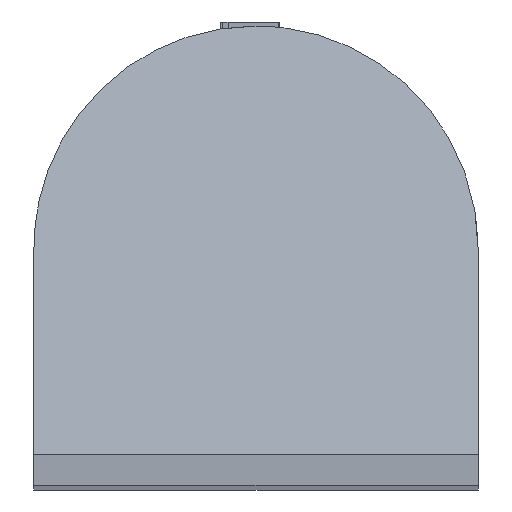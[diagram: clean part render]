
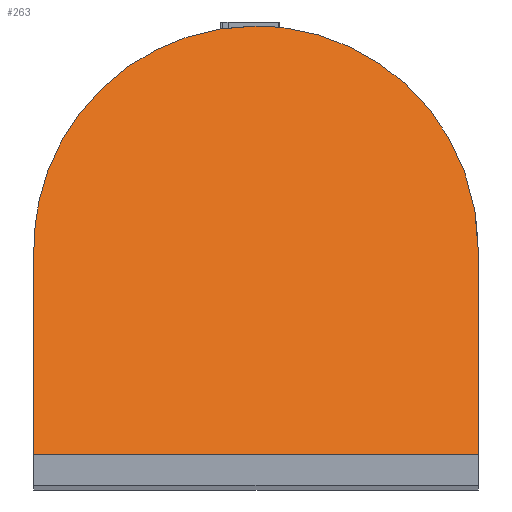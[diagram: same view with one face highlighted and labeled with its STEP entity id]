
A CAD part, top view. The second image highlights one B-rep face of the part: STEP entity #263.
In plain terms, the highlighted planar face has unit normal (0, 0.342, 0.94).
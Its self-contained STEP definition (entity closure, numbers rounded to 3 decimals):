
#263 = ADVANCED_FACE ( 'NONE', ( #1479 ), #1754, .F. ) ;
#510 = EDGE_LOOP ( 'NONE', ( #1099, #1100, #1101, #1102, #1103 ) ) ;
#630 = VERTEX_POINT ( 'NONE', #3221 ) ;
#632 = VERTEX_POINT ( 'NONE', #3223 ) ;
#633 = VERTEX_POINT ( 'NONE', #3224 ) ;
#713 = EDGE_CURVE ( 'NONE', #1395, #630, #3596, .T. ) ;
#715 = EDGE_CURVE ( 'NONE', #632, #1401, #3696, .T. ) ;
#722 = EDGE_CURVE ( 'NONE', #630, #633, #3714, .T. ) ;
#726 = EDGE_CURVE ( 'NONE', #633, #632, #3708, .T. ) ;
#938 = EDGE_CURVE ( 'NONE', #1401, #1395, #4677, .T. ) ;
#997 = AXIS2_PLACEMENT_3D ( 'NONE', #1755, #1760, #1761 ) ;
#1099 = ORIENTED_EDGE ( 'NONE', *, *, #938, .T. ) ;
#1100 = ORIENTED_EDGE ( 'NONE', *, *, #713, .T. ) ;
#1101 = ORIENTED_EDGE ( 'NONE', *, *, #722, .T. ) ;
#1102 = ORIENTED_EDGE ( 'NONE', *, *, #726, .T. ) ;
#1103 = ORIENTED_EDGE ( 'NONE', *, *, #715, .T. ) ;
#1395 = VERTEX_POINT ( 'NONE', #5233 ) ;
#1401 = VERTEX_POINT ( 'NONE', #5238 ) ;
#1479 = FACE_OUTER_BOUND ( 'NONE', #510, .T. ) ;
#1754 = PLANE ( 'NONE',  #997 ) ;
#1755 = CARTESIAN_POINT ( 'NONE',  ( -44.297, 2., 90. ) ) ;
#1760 = DIRECTION ( 'NONE',  ( 0., -0.342, -0.94 ) ) ;
#1761 = DIRECTION ( 'NONE',  ( 0., 0.94, -0.342 ) ) ;
#3221 = CARTESIAN_POINT ( 'NONE',  ( -14.5, 15.5, 85.086 ) ) ;
#3223 = CARTESIAN_POINT ( 'NONE',  ( 14.5, 2., 90. ) ) ;
#3224 = CARTESIAN_POINT ( 'NONE',  ( -14.5, 2., 90. ) ) ;
#3393 = CARTESIAN_POINT ( 'NONE',  ( 14.5, 2., 90. ) ) ;
#3402 = CARTESIAN_POINT ( 'NONE',  ( -8.494, 30., 79.809 ) ) ;
#3403 = CARTESIAN_POINT ( 'NONE',  ( 0., 30., 79.809 ) ) ;
#3406 = CARTESIAN_POINT ( 'NONE',  ( -14.5, 23.994, 81.995 ) ) ;
#3407 = CARTESIAN_POINT ( 'NONE',  ( -14.5, 15.5, 85.086 ) ) ;
#3409 = CARTESIAN_POINT ( 'NONE',  ( -44.297, 2., 90. ) ) ;
#3410 = DIRECTION ( 'NONE',  ( 0., 0.94, -0.342 ) ) ;
#3423 = CARTESIAN_POINT ( 'NONE',  ( -14.5, 2., 90. ) ) ;
#3424 = DIRECTION ( 'NONE',  ( 0., -0.94, 0.342 ) ) ;
#3432 = DIRECTION ( 'NONE',  ( 1., 0., 0. ) ) ;
#3596 =( BOUNDED_CURVE ( )  B_SPLINE_CURVE ( 3, ( #3403, #3402, #3406, #3407 ),
 .UNSPECIFIED., .F., .F. ) 
 B_SPLINE_CURVE_WITH_KNOTS ( ( 4, 4 ),
 ( 3.142, 4.712 ),
 .UNSPECIFIED. ) 
 CURVE ( )  GEOMETRIC_REPRESENTATION_ITEM ( )  RATIONAL_B_SPLINE_CURVE ( ( 1., 0.805, 0.805, 1. ) ) 
 REPRESENTATION_ITEM ( '' )  );
#3696 = LINE ( 'NONE', #3393, #3703 ) ;
#3703 = VECTOR ( 'NONE', #3410, 1000. ) ;
#3708 = LINE ( 'NONE', #3409, #3725 ) ;
#3714 = LINE ( 'NONE', #3423, #3717 ) ;
#3717 = VECTOR ( 'NONE', #3424, 1000. ) ;
#3725 = VECTOR ( 'NONE', #3432, 1000. ) ;
#4677 =( BOUNDED_CURVE ( )  B_SPLINE_CURVE ( 3, ( #4880, #4881, #4886, #4887 ),
 .UNSPECIFIED., .F., .F. ) 
 B_SPLINE_CURVE_WITH_KNOTS ( ( 4, 4 ),
 ( 4.712, 6.283 ),
 .UNSPECIFIED. ) 
 CURVE ( )  GEOMETRIC_REPRESENTATION_ITEM ( )  RATIONAL_B_SPLINE_CURVE ( ( 1., 0.805, 0.805, 1. ) ) 
 REPRESENTATION_ITEM ( '' )  );
#4880 = CARTESIAN_POINT ( 'NONE',  ( 14.5, 15.5, 85.086 ) ) ;
#4881 = CARTESIAN_POINT ( 'NONE',  ( 14.5, 23.994, 81.995 ) ) ;
#4886 = CARTESIAN_POINT ( 'NONE',  ( 8.494, 30., 79.809 ) ) ;
#4887 = CARTESIAN_POINT ( 'NONE',  ( 0., 30., 79.809 ) ) ;
#5233 = CARTESIAN_POINT ( 'NONE',  ( 0., 30., 79.809 ) ) ;
#5238 = CARTESIAN_POINT ( 'NONE',  ( 14.5, 15.5, 85.086 ) ) ;
